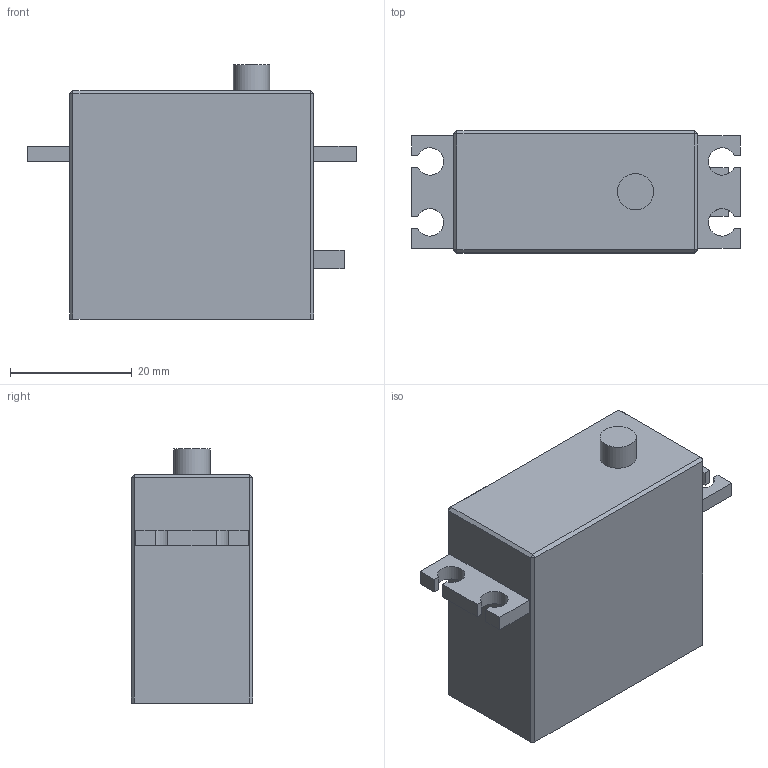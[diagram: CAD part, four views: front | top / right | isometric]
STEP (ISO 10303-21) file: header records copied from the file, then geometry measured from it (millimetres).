
FILE_DESCRIPTION(/* description */ (''),/* implementation_level */ '2;1');
FILE_NAME(/* name */ 'servo1.step',/* time_stamp */ '2025-12-18T10:30:41-05:00',/* author */ (''),/* organization */ (''),/* preprocessor_version */ 'ST-DEVELOPER v20.1',/* originating_system */ 'Autodesk Translation Framework v14.21.0.0',/* authorisation */ '');
FILE_SCHEMA (('AUTOMOTIVE_DESIGN { 1 0 10303 214 3 1 1 }'));
Length unit declared in the file: millimetre
Products named in the file (1): 2025-12-18-08-53-27-334
Bounding box: 53.93 x 20 x 41.7 mm (x, y, z)
Volume: 30671.5 mm3; surface area: 6865.8 mm2
Topology: 2 solids, 2 shells, 54 faces, 129 edges, 82 vertices
Faces by surface type: plane 49, cylinder 5
Full cylindrical faces by diameter (mm): 5.94 x1
Entity records: 1559 total; most frequent: CARTESIAN_POINT 266, ORIENTED_EDGE 258, DIRECTION 249, EDGE_CURVE 129, LINE 119, VECTOR 119, VERTEX_POINT 82, AXIS2_PLACEMENT_3D 65
